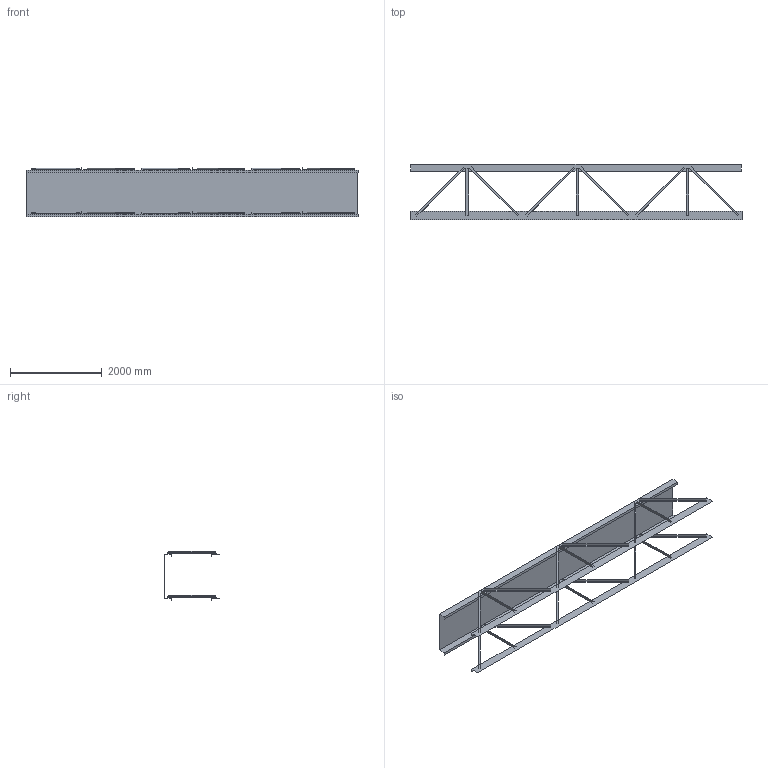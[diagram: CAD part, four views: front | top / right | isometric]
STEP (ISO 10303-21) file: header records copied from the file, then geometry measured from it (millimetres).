
FILE_DESCRIPTION(('STEP AP214'),'1');
FILE_NAME('Grider.stp','2022-09-21T05:35:54',(' '),(' '),'Spatial InterOp 3D',' ',' ');
FILE_SCHEMA(('AUTOMOTIVE_DESIGN { 1 0 10303 214 1 1 1 1 }'));
Length unit declared in the file: metre
Products named in the file (1): 11
Bounding box: 7240 x 1200 x 1085.62 mm (x, y, z)
Surface area: 15547200 mm2 (no closed solid volume)
Topology: 0 solids, 21 shells, 45 faces, 158 edges, 136 vertices
Faces by surface type: plane 45
Entity records: 1969 total; most frequent: CARTESIAN_POINT 357, DIRECTION 292, ORIENTED_EDGE 180, LINE 158, VECTOR 158, EDGE_CURVE 156, VERTEX_POINT 132, AXIS2_PLACEMENT_3D 67
